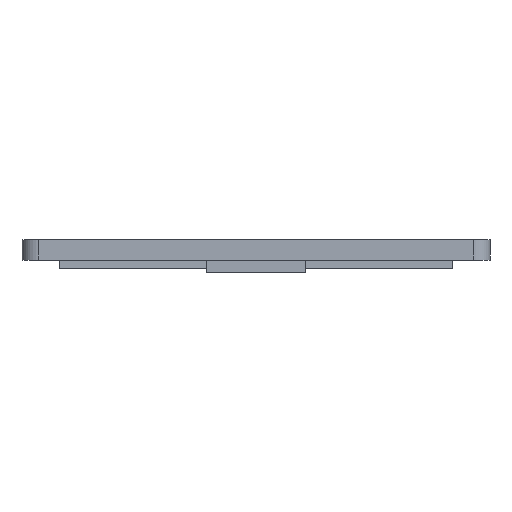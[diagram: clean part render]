
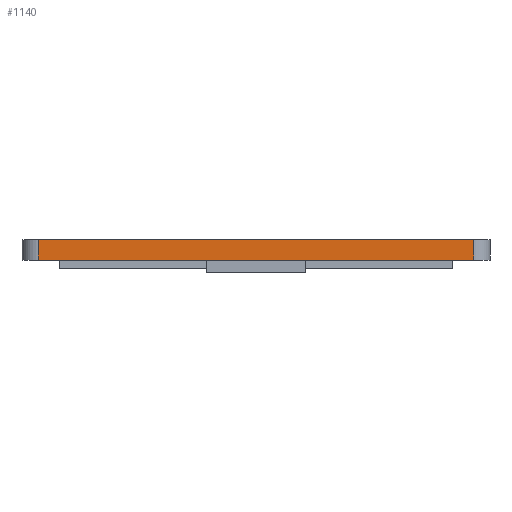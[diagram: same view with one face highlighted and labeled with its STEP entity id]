
A CAD part, left-side view. The second image highlights one B-rep face of the part: STEP entity #1140.
In plain terms, the highlighted planar face has unit normal (-1, 0, 0).
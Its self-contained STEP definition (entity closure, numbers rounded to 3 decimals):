
#79 = VECTOR ( 'NONE', #721, 1000. ) ;
#130 = ORIENTED_EDGE ( 'NONE', *, *, #1484, .T. ) ;
#368 = DIRECTION ( 'NONE',  ( 1., 0., 0. ) ) ;
#382 = CARTESIAN_POINT ( 'NONE',  ( -4., 0., 3. ) ) ;
#411 = DIRECTION ( 'NONE',  ( 0., 0., -1. ) ) ;
#487 = VERTEX_POINT ( 'NONE', #886 ) ;
#514 = ORIENTED_EDGE ( 'NONE', *, *, #1444, .F. ) ;
#577 = CARTESIAN_POINT ( 'NONE',  ( -4., 106., 5. ) ) ;
#655 = VECTOR ( 'NONE', #4099, 1000. ) ;
#721 = DIRECTION ( 'NONE',  ( 0., -1., 0. ) ) ;
#886 = CARTESIAN_POINT ( 'NONE',  ( -4., 0., 0. ) ) ;
#1013 = AXIS2_PLACEMENT_3D ( 'NONE', #3494, #368, #411 ) ;
#1071 = EDGE_LOOP ( 'NONE', ( #130, #2883, #514, #2281 ) ) ;
#1135 = PLANE ( 'NONE',  #1013 ) ;
#1140 = ADVANCED_FACE ( 'NONE', ( #4222 ), #1135, .F. ) ;
#1425 = CARTESIAN_POINT ( 'NONE',  ( -4., 106., 0. ) ) ;
#1444 = EDGE_CURVE ( 'NONE', #1653, #1899, #2040, .T. ) ;
#1484 = EDGE_CURVE ( 'NONE', #1731, #487, #2406, .T. ) ;
#1512 = VECTOR ( 'NONE', #4321, 1000. ) ;
#1653 = VERTEX_POINT ( 'NONE', #2639 ) ;
#1686 = EDGE_CURVE ( 'NONE', #1653, #1731, #3279, .T. ) ;
#1698 = LINE ( 'NONE', #382, #1755 ) ;
#1731 = VERTEX_POINT ( 'NONE', #3974 ) ;
#1755 = VECTOR ( 'NONE', #1767, 1000. ) ;
#1767 = DIRECTION ( 'NONE',  ( 0., 0., -1. ) ) ;
#1899 = VERTEX_POINT ( 'NONE', #4120 ) ;
#2040 = LINE ( 'NONE', #577, #655 ) ;
#2281 = ORIENTED_EDGE ( 'NONE', *, *, #1686, .T. ) ;
#2406 = LINE ( 'NONE', #1425, #79 ) ;
#2597 = CARTESIAN_POINT ( 'NONE',  ( -4., 106., 3. ) ) ;
#2639 = CARTESIAN_POINT ( 'NONE',  ( -4., 106., 5. ) ) ;
#2883 = ORIENTED_EDGE ( 'NONE', *, *, #3322, .F. ) ;
#3279 = LINE ( 'NONE', #2597, #1512 ) ;
#3322 = EDGE_CURVE ( 'NONE', #1899, #487, #1698, .T. ) ;
#3494 = CARTESIAN_POINT ( 'NONE',  ( -4., 106., 3. ) ) ;
#3974 = CARTESIAN_POINT ( 'NONE',  ( -4., 106., 0. ) ) ;
#4099 = DIRECTION ( 'NONE',  ( 0., -1., 0. ) ) ;
#4120 = CARTESIAN_POINT ( 'NONE',  ( -4., 0., 5. ) ) ;
#4222 = FACE_OUTER_BOUND ( 'NONE', #1071, .T. ) ;
#4321 = DIRECTION ( 'NONE',  ( 0., 0., -1. ) ) ;
